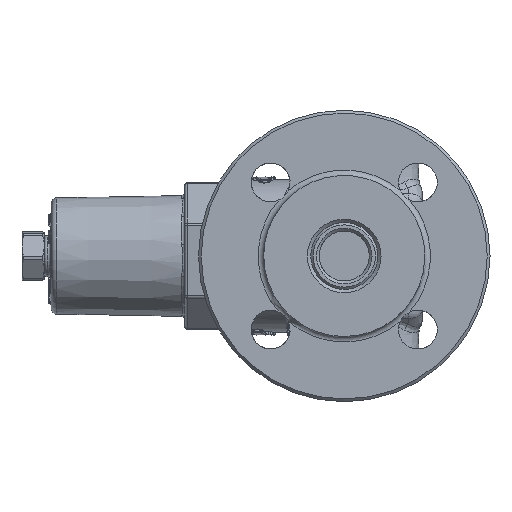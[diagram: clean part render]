
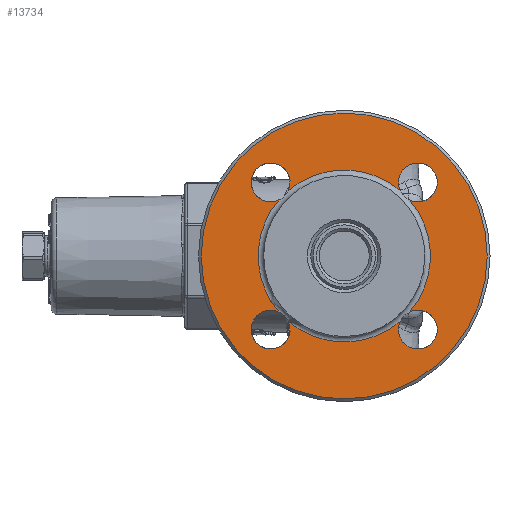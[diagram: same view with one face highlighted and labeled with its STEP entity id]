
A CAD part, left-side view. The second image highlights one B-rep face of the part: STEP entity #13734.
In plain terms, the highlighted planar face has unit normal (-1, 0, 0).
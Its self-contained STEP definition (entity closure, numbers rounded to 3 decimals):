
#1160=FACE_BOUND('',#2316,.T.);
#1249=PLANE('',#14620);
#1446=FACE_OUTER_BOUND('',#2315,.T.);
#2315=EDGE_LOOP('',(#8378));
#2316=EDGE_LOOP('',(#8379,#8380,#8381,#8382,#8383,#8384,#8385,#8386));
#3257=CIRCLE('',#14618,7.);
#3258=CIRCLE('',#14621,51.5);
#3259=CIRCLE('',#14622,31.);
#3260=CIRCLE('',#14623,7.);
#3261=CIRCLE('',#14624,31.);
#3262=CIRCLE('',#14625,7.);
#3263=CIRCLE('',#14626,31.);
#3264=CIRCLE('',#14627,7.);
#3265=CIRCLE('',#14628,31.);
#4901=VERTEX_POINT('',#19167);
#4902=VERTEX_POINT('',#19168);
#4906=VERTEX_POINT('',#19249);
#4907=VERTEX_POINT('',#19251);
#4908=VERTEX_POINT('',#19253);
#4909=VERTEX_POINT('',#19255);
#4910=VERTEX_POINT('',#19257);
#4911=VERTEX_POINT('',#19259);
#4912=VERTEX_POINT('',#19261);
#6248=EDGE_CURVE('',#4902,#4901,#3257,.T.);
#6253=EDGE_CURVE('',#4906,#4906,#3258,.T.);
#6254=EDGE_CURVE('',#4907,#4901,#3259,.T.);
#6255=EDGE_CURVE('',#4907,#4908,#3260,.T.);
#6256=EDGE_CURVE('',#4909,#4908,#3261,.T.);
#6257=EDGE_CURVE('',#4909,#4910,#3262,.T.);
#6258=EDGE_CURVE('',#4911,#4910,#3263,.T.);
#6259=EDGE_CURVE('',#4911,#4912,#3264,.T.);
#6260=EDGE_CURVE('',#4902,#4912,#3265,.T.);
#8378=ORIENTED_EDGE('',*,*,#6253,.F.);
#8379=ORIENTED_EDGE('',*,*,#6248,.T.);
#8380=ORIENTED_EDGE('',*,*,#6254,.F.);
#8381=ORIENTED_EDGE('',*,*,#6255,.T.);
#8382=ORIENTED_EDGE('',*,*,#6256,.F.);
#8383=ORIENTED_EDGE('',*,*,#6257,.T.);
#8384=ORIENTED_EDGE('',*,*,#6258,.F.);
#8385=ORIENTED_EDGE('',*,*,#6259,.T.);
#8386=ORIENTED_EDGE('',*,*,#6260,.F.);
#13734=ADVANCED_FACE('',(#1446,#1160),#1249,.T.);
#14618=AXIS2_PLACEMENT_3D('',#19189,#15705,#15706);
#14620=AXIS2_PLACEMENT_3D('',#19248,#15709,#15710);
#14621=AXIS2_PLACEMENT_3D('',#19250,#15711,#15712);
#14622=AXIS2_PLACEMENT_3D('',#19252,#15713,#15714);
#14623=AXIS2_PLACEMENT_3D('',#19254,#15715,#15716);
#14624=AXIS2_PLACEMENT_3D('',#19256,#15717,#15718);
#14625=AXIS2_PLACEMENT_3D('',#19258,#15719,#15720);
#14626=AXIS2_PLACEMENT_3D('',#19260,#15721,#15722);
#14627=AXIS2_PLACEMENT_3D('',#19262,#15723,#15724);
#14628=AXIS2_PLACEMENT_3D('',#19263,#15725,#15726);
#15705=DIRECTION('center_axis',(1.,0.,0.));
#15706=DIRECTION('ref_axis',(0.,0.,
1.));
#15709=DIRECTION('center_axis',(-1.,0.,0.));
#15710=DIRECTION('ref_axis',(0.,-1.,0.));
#15711=DIRECTION('center_axis',(1.,0.,0.));
#15712=DIRECTION('ref_axis',(0.,-1.,0.));
#15713=DIRECTION('center_axis',(-1.,0.,0.));
#15714=DIRECTION('ref_axis',(0.,-1.,0.));
#15715=DIRECTION('center_axis',(1.,0.,0.));
#15716=DIRECTION('ref_axis',(0.,-1.,0.));
#15717=DIRECTION('center_axis',(-1.,0.,0.));
#15718=DIRECTION('ref_axis',(0.,-1.,0.));
#15719=DIRECTION('center_axis',(1.,0.,0.));
#15720=DIRECTION('ref_axis',(0.,0.,
-1.));
#15721=DIRECTION('center_axis',(-1.,0.,0.));
#15722=DIRECTION('ref_axis',(0.,-1.,0.));
#15723=DIRECTION('center_axis',(1.,0.,0.));
#15724=DIRECTION('ref_axis',(0.,1.,0.));
#15725=DIRECTION('center_axis',(-1.,0.,0.));
#15726=DIRECTION('ref_axis',(0.,-1.,0.));
#19167=CARTESIAN_POINT('',(-72.5,23.526,-20.188));
#19168=CARTESIAN_POINT('',(-72.5,20.188,-23.526));
#19189=CARTESIAN_POINT('Origin',(-72.5,26.517,-26.517));
#19248=CARTESIAN_POINT('Origin',(-72.5,0.,0.));
#19249=CARTESIAN_POINT('',(-72.5,51.5,0.));
#19250=CARTESIAN_POINT('Origin',(-72.5,0.,0.));
#19251=CARTESIAN_POINT('',(-72.5,23.526,20.188));
#19252=CARTESIAN_POINT('Origin',(-72.5,0.,0.));
#19253=CARTESIAN_POINT('',(-72.5,20.188,23.526));
#19254=CARTESIAN_POINT('Origin',(-72.5,26.517,26.517));
#19255=CARTESIAN_POINT('',(-72.5,-20.188,23.526));
#19256=CARTESIAN_POINT('Origin',(-72.5,0.,0.));
#19257=CARTESIAN_POINT('',(-72.5,-23.526,20.188));
#19258=CARTESIAN_POINT('Origin',(-72.5,-26.517,26.517));
#19259=CARTESIAN_POINT('',(-72.5,-23.526,-20.188));
#19260=CARTESIAN_POINT('Origin',(-72.5,0.,0.));
#19261=CARTESIAN_POINT('',(-72.5,-20.188,-23.526));
#19262=CARTESIAN_POINT('Origin',(-72.5,-26.517,-26.517));
#19263=CARTESIAN_POINT('Origin',(-72.5,0.,0.));
